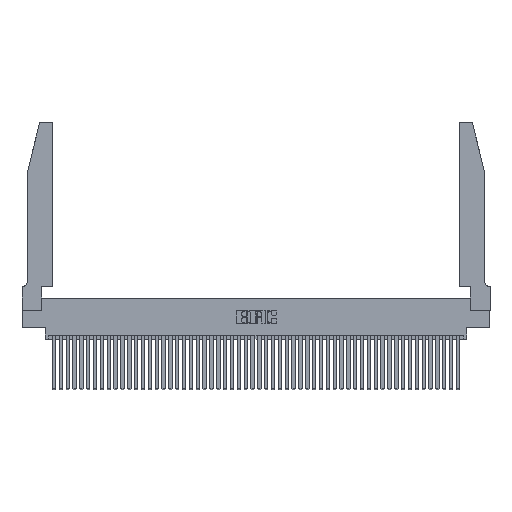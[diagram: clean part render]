
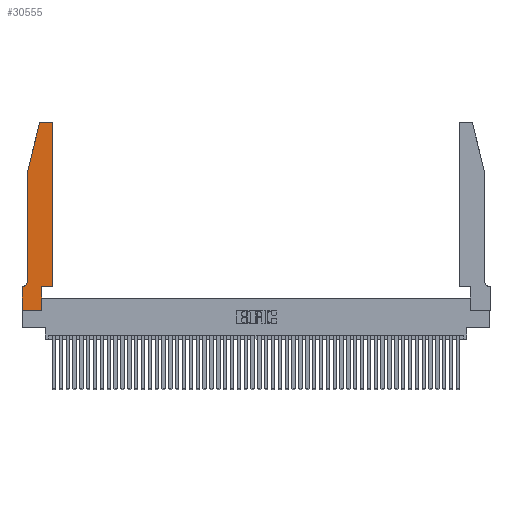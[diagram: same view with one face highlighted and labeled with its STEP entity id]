
A CAD part, top view. The second image highlights one B-rep face of the part: STEP entity #30555.
In plain terms, the highlighted planar face has unit normal (0, 0, 1).
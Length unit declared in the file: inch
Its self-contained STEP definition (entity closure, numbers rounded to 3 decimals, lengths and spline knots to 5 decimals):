
#36 = CARTESIAN_POINT ( 'NONE',  ( 0.0755, 0.35, 0.37 ) ) ;
#915 = VECTOR ( 'NONE', #38826, 39.37008 ) ;
#1098 = EDGE_CURVE ( 'NONE', #28185, #38010, #11068, .T. ) ;
#1257 = EDGE_CURVE ( 'NONE', #38010, #43030, #5070, .T. ) ;
#1395 = ORIENTED_EDGE ( 'NONE', *, *, #12729, .T. ) ;
#1396 = DIRECTION ( 'NONE',  ( 0., -1., 0. ) ) ;
#2017 = ORIENTED_EDGE ( 'NONE', *, *, #1098, .T. ) ;
#2945 = CARTESIAN_POINT ( 'NONE',  ( 0., 0.35, 0.37 ) ) ;
#3270 = ORIENTED_EDGE ( 'NONE', *, *, #44837, .T. ) ;
#3385 = DIRECTION ( 'NONE',  ( 1., 0., 0. ) ) ;
#3911 = VECTOR ( 'NONE', #14932, 39.37008 ) ;
#4972 = ORIENTED_EDGE ( 'NONE', *, *, #1257, .T. ) ;
#4991 = EDGE_CURVE ( 'NONE', #28816, #34293, #11926, .T. ) ;
#5070 = LINE ( 'NONE', #43316, #24198 ) ;
#5579 = AXIS2_PLACEMENT_3D ( 'NONE', #36793, #13867, #40611 ) ;
#6760 = CARTESIAN_POINT ( 'NONE',  ( 0.4505, 0.35, 0.37 ) ) ;
#6852 = CIRCLE ( 'NONE', #10407, 0.07 ) ;
#7667 = CARTESIAN_POINT ( 'NONE',  ( 0.0755, 2., 0.37 ) ) ;
#8722 = LINE ( 'NONE', #25555, #48113 ) ;
#8767 = DIRECTION ( 'NONE',  ( 0., 0., 1. ) ) ;
#9183 = ORIENTED_EDGE ( 'NONE', *, *, #29264, .T. ) ;
#10107 = CARTESIAN_POINT ( 'NONE',  ( 0.4205, 2.75, 0.37 ) ) ;
#10407 = AXIS2_PLACEMENT_3D ( 'NONE', #12494, #39249, #16356 ) ;
#10593 = DIRECTION ( 'NONE',  ( 0., 1., 0. ) ) ;
#11068 = LINE ( 'NONE', #46273, #915 ) ;
#11397 = EDGE_CURVE ( 'NONE', #24301, #28816, #14050, .T. ) ;
#11399 = EDGE_CURVE ( 'NONE', #31805, #22676, #15271, .T. ) ;
#11558 = DIRECTION ( 'NONE',  ( -1., 0., 0. ) ) ;
#11926 = LINE ( 'NONE', #33714, #31059 ) ;
#12494 = CARTESIAN_POINT ( 'NONE',  ( 0.0055, 0.42, 0.37 ) ) ;
#12729 = EDGE_CURVE ( 'NONE', #43030, #49180, #6852, .T. ) ;
#12935 = EDGE_LOOP ( 'NONE', ( #3270, #9183, #2017, #4972, #1395, #15715, #44973, #13287, #42610, #22313, #39015, #18712 ) ) ;
#13287 = ORIENTED_EDGE ( 'NONE', *, *, #34700, .T. ) ;
#13867 = DIRECTION ( 'NONE',  ( 0., 0., 1. ) ) ;
#14050 = LINE ( 'NONE', #37998, #3911 ) ;
#14172 = DIRECTION ( 'NONE',  ( 1., 0., 0. ) ) ;
#14223 = AXIS2_PLACEMENT_3D ( 'NONE', #49036, #26256, #3385 ) ;
#14652 = DIRECTION ( 'NONE',  ( 1., 0., 0. ) ) ;
#14719 = PLANE ( 'NONE',  #14223 ) ;
#14932 = DIRECTION ( 'NONE',  ( 0., 1., 0. ) ) ;
#15271 = LINE ( 'NONE', #45627, #34416 ) ;
#15682 = CARTESIAN_POINT ( 'NONE',  ( 0.0055, 0.35, 0.37 ) ) ;
#15715 = ORIENTED_EDGE ( 'NONE', *, *, #32585, .T. ) ;
#16356 = DIRECTION ( 'NONE',  ( -1., 0., 0. ) ) ;
#17499 = CARTESIAN_POINT ( 'NONE',  ( 0.2865, 0.35, 0.37 ) ) ;
#18712 = ORIENTED_EDGE ( 'NONE', *, *, #43299, .T. ) ;
#18961 = DIRECTION ( 'NONE',  ( 0., -1., 0. ) ) ;
#19729 = VECTOR ( 'NONE', #11558, 39.37008 ) ;
#22313 = ORIENTED_EDGE ( 'NONE', *, *, #4991, .T. ) ;
#22601 = CARTESIAN_POINT ( 'NONE',  ( 0.4505, 0.35, 0.37 ) ) ;
#22676 = VERTEX_POINT ( 'NONE', #23727 ) ;
#23727 = CARTESIAN_POINT ( 'NONE',  ( 0., 0., 0.37 ) ) ;
#24198 = VECTOR ( 'NONE', #1396, 39.37008 ) ;
#24301 = VERTEX_POINT ( 'NONE', #48866 ) ;
#25228 = CIRCLE ( 'NONE', #38546, 0.03 ) ;
#25266 = CARTESIAN_POINT ( 'NONE',  ( 0.284, 2.75, 0.37 ) ) ;
#25555 = CARTESIAN_POINT ( 'NONE',  ( 0., 0., 0.37 ) ) ;
#25941 = LINE ( 'NONE', #6760, #45023 ) ;
#26256 = DIRECTION ( 'NONE',  ( 0., 0., 1. ) ) ;
#26955 = VERTEX_POINT ( 'NONE', #25266 ) ;
#28185 = VERTEX_POINT ( 'NONE', #40607 ) ;
#28816 = VERTEX_POINT ( 'NONE', #17499 ) ;
#29264 = EDGE_CURVE ( 'NONE', #26955, #28185, #25228, .T. ) ;
#29877 = LINE ( 'NONE', #38315, #19729 ) ;
#30390 = LINE ( 'NONE', #36, #41753 ) ;
#30555 = ADVANCED_FACE ( 'NONE', ( #48914 ), #14719, .T. ) ;
#31059 = VECTOR ( 'NONE', #14652, 39.37008 ) ;
#31657 = CARTESIAN_POINT ( 'NONE',  ( 0.284, 2.72, 0.37 ) ) ;
#31805 = VERTEX_POINT ( 'NONE', #2945 ) ;
#32585 = EDGE_CURVE ( 'NONE', #49180, #31805, #30390, .T. ) ;
#33714 = CARTESIAN_POINT ( 'NONE',  ( 0.4505, 0.35, 0.37 ) ) ;
#34293 = VERTEX_POINT ( 'NONE', #22601 ) ;
#34416 = VECTOR ( 'NONE', #18961, 39.37008 ) ;
#34700 = EDGE_CURVE ( 'NONE', #22676, #24301, #8722, .T. ) ;
#35366 = VERTEX_POINT ( 'NONE', #10107 ) ;
#35523 = DIRECTION ( 'NONE',  ( 1., 0., 0. ) ) ;
#36793 = CARTESIAN_POINT ( 'NONE',  ( 0.4205, 2.72, 0.37 ) ) ;
#37998 = CARTESIAN_POINT ( 'NONE',  ( 0.2865, 0.35, 0.37 ) ) ;
#38010 = VERTEX_POINT ( 'NONE', #7667 ) ;
#38315 = CARTESIAN_POINT ( 'NONE',  ( 0.2605, 2.75, 0.37 ) ) ;
#38546 = AXIS2_PLACEMENT_3D ( 'NONE', #31657, #8767, #35523 ) ;
#38826 = DIRECTION ( 'NONE',  ( -0.239, -0.971, 0. ) ) ;
#39015 = ORIENTED_EDGE ( 'NONE', *, *, #41633, .T. ) ;
#39249 = DIRECTION ( 'NONE',  ( 0., 0., -1. ) ) ;
#40607 = CARTESIAN_POINT ( 'NONE',  ( 0.25487, 2.72718, 0.37 ) ) ;
#40611 = DIRECTION ( 'NONE',  ( 1., 0., 0. ) ) ;
#41155 = CARTESIAN_POINT ( 'NONE',  ( 0.4505, 2.72, 0.37 ) ) ;
#41633 = EDGE_CURVE ( 'NONE', #34293, #42835, #25941, .T. ) ;
#41753 = VECTOR ( 'NONE', #41962, 39.37008 ) ;
#41962 = DIRECTION ( 'NONE',  ( -1., 0., 0. ) ) ;
#42610 = ORIENTED_EDGE ( 'NONE', *, *, #11397, .T. ) ;
#42811 = CARTESIAN_POINT ( 'NONE',  ( 0.0755, 0.42, 0.37 ) ) ;
#42835 = VERTEX_POINT ( 'NONE', #41155 ) ;
#43030 = VERTEX_POINT ( 'NONE', #42811 ) ;
#43086 = CIRCLE ( 'NONE', #5579, 0.03 ) ;
#43299 = EDGE_CURVE ( 'NONE', #42835, #35366, #43086, .T. ) ;
#43316 = CARTESIAN_POINT ( 'NONE',  ( 0.0755, 2., 0.37 ) ) ;
#44837 = EDGE_CURVE ( 'NONE', #35366, #26955, #29877, .T. ) ;
#44973 = ORIENTED_EDGE ( 'NONE', *, *, #11399, .T. ) ;
#45023 = VECTOR ( 'NONE', #10593, 39.37008 ) ;
#45627 = CARTESIAN_POINT ( 'NONE',  ( 0., 0., 0.37 ) ) ;
#46273 = CARTESIAN_POINT ( 'NONE',  ( 0.0755, 2., 0.37 ) ) ;
#48113 = VECTOR ( 'NONE', #14172, 39.37008 ) ;
#48866 = CARTESIAN_POINT ( 'NONE',  ( 0.2865, 0., 0.37 ) ) ;
#48914 = FACE_OUTER_BOUND ( 'NONE', #12935, .T. ) ;
#49036 = CARTESIAN_POINT ( 'NONE',  ( 0., 0.35, 0.37 ) ) ;
#49180 = VERTEX_POINT ( 'NONE', #15682 ) ;
